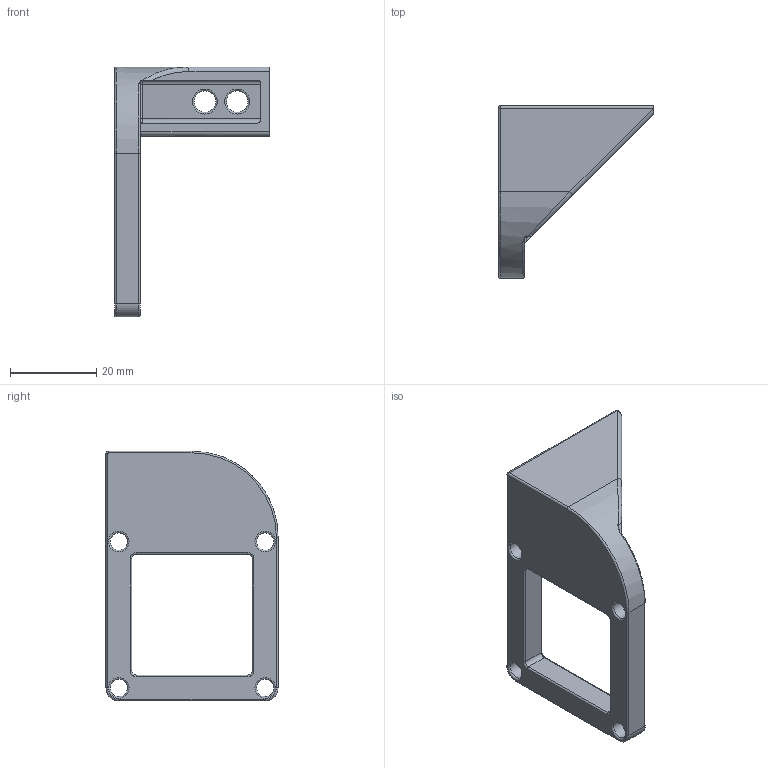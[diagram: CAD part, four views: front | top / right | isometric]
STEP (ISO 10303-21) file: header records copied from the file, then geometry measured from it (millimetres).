
FILE_DESCRIPTION(/* description */ (''),/* implementation_level */ '2;1');
FILE_NAME(/* name */ 'Indicator_Holder_Toolhead-L.stp',/* time_stamp */ '2020-11-30T16:31:01-08:00',/* author */ (''),/* organization */ (''),/* preprocessor_version */ 'ST-DEVELOPER v18.1',/* originating_system */ 'Autodesk Translation Framework v9.3.0.1241',/* authorisation */ '');
FILE_SCHEMA (('AUTOMOTIVE_DESIGN { 1 0 10303 214 3 1 1 }'));
Length unit declared in the file: millimetre
Products named in the file (1): FusionComponent
Bounding box: 36 x 40 x 58 mm (x, y, z)
Volume: 12388.4 mm3; surface area: 7342.4 mm2
Topology: 1 solids, 1 shells, 89 faces, 222 edges, 134 vertices
Faces by surface type: cylinder 39, torus 29, plane 16, bspline 5
Full cylindrical faces by diameter (mm): 4 x4, 5 x2
Entity records: 2892 total; most frequent: CARTESIAN_POINT 638, DIRECTION 518, ORIENTED_EDGE 442, EDGE_CURVE 221, AXIS2_PLACEMENT_3D 220, VERTEX_POINT 134, CIRCLE 125, EDGE_LOOP 103
